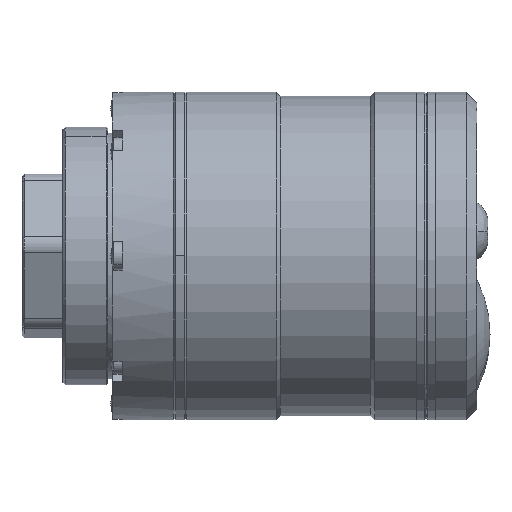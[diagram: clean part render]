
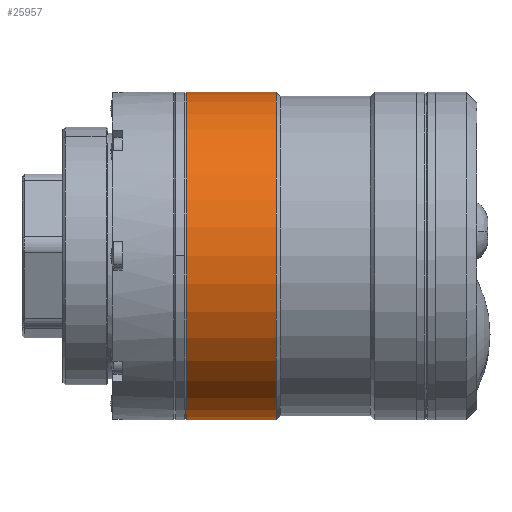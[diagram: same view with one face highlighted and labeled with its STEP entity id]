
A CAD part, top view. The second image highlights one B-rep face of the part: STEP entity #25957.
In plain terms, the highlighted cylindrical face has radius 20 mm (diameter 40 mm), a partial arc.
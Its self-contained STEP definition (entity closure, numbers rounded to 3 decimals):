
#439 = VECTOR ( 'NONE', #8457, 1000. ) ;
#778 = ORIENTED_EDGE ( 'NONE', *, *, #14613, .T. ) ;
#1037 = FACE_OUTER_BOUND ( 'NONE', #6626, .T. ) ;
#1461 = LINE ( 'NONE', #24892, #12187 ) ;
#1463 = VERTEX_POINT ( 'NONE', #8125 ) ;
#1803 = CIRCLE ( 'NONE', #13839, 20. ) ;
#4066 = CARTESIAN_POINT ( 'NONE',  ( 20., 0., -17. ) ) ;
#4110 = VERTEX_POINT ( 'NONE', #4066 ) ;
#4138 = CARTESIAN_POINT ( 'NONE',  ( 20., 0., -17. ) ) ;
#4463 = DIRECTION ( 'NONE',  ( 0., 0., -1. ) ) ;
#5230 = DIRECTION ( 'NONE',  ( 0., 0., 1. ) ) ;
#5714 = CARTESIAN_POINT ( 'NONE',  ( 20., 0., -6. ) ) ;
#6047 = CYLINDRICAL_SURFACE ( 'NONE', #25763, 20. ) ;
#6626 = EDGE_LOOP ( 'NONE', ( #18204, #16732, #778, #23285 ) ) ;
#6725 = CARTESIAN_POINT ( 'NONE',  ( 0., 0., -17. ) ) ;
#6987 = CIRCLE ( 'NONE', #14531, 20. ) ;
#8125 = CARTESIAN_POINT ( 'NONE',  ( -20., 0., -17. ) ) ;
#8457 = DIRECTION ( 'NONE',  ( 0., 0., 1. ) ) ;
#9544 = CARTESIAN_POINT ( 'NONE',  ( 0., 0., -17. ) ) ;
#9861 = DIRECTION ( 'NONE',  ( 0., 0., 1. ) ) ;
#10608 = EDGE_CURVE ( 'NONE', #1463, #4110, #1803, .T. ) ;
#11072 = CARTESIAN_POINT ( 'NONE',  ( -20., 0., -6. ) ) ;
#11799 = LINE ( 'NONE', #4138, #439 ) ;
#12187 = VECTOR ( 'NONE', #9861, 1000. ) ;
#13839 = AXIS2_PLACEMENT_3D ( 'NONE', #6725, #21724, #26051 ) ;
#14531 = AXIS2_PLACEMENT_3D ( 'NONE', #17296, #4463, #19441 ) ;
#14613 = EDGE_CURVE ( 'NONE', #23124, #21468, #6987, .T. ) ;
#16732 = ORIENTED_EDGE ( 'NONE', *, *, #17879, .T. ) ;
#17296 = CARTESIAN_POINT ( 'NONE',  ( 0., 0., -6. ) ) ;
#17879 = EDGE_CURVE ( 'NONE', #1463, #23124, #1461, .T. ) ;
#18041 = DIRECTION ( 'NONE',  ( 1., 0., 0. ) ) ;
#18204 = ORIENTED_EDGE ( 'NONE', *, *, #10608, .F. ) ;
#19441 = DIRECTION ( 'NONE',  ( -1., 0., 0. ) ) ;
#21468 = VERTEX_POINT ( 'NONE', #5714 ) ;
#21724 = DIRECTION ( 'NONE',  ( 0., 0., -1. ) ) ;
#23124 = VERTEX_POINT ( 'NONE', #11072 ) ;
#23285 = ORIENTED_EDGE ( 'NONE', *, *, #24966, .F. ) ;
#24892 = CARTESIAN_POINT ( 'NONE',  ( -20., 0., -17. ) ) ;
#24966 = EDGE_CURVE ( 'NONE', #4110, #21468, #11799, .T. ) ;
#25763 = AXIS2_PLACEMENT_3D ( 'NONE', #9544, #5230, #18041 ) ;
#25957 = ADVANCED_FACE ( 'NONE', ( #1037 ), #6047, .T. ) ;
#26051 = DIRECTION ( 'NONE',  ( -1., 0., 0. ) ) ;
